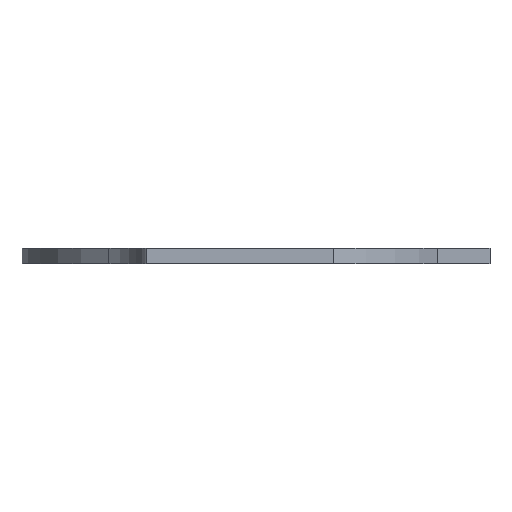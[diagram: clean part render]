
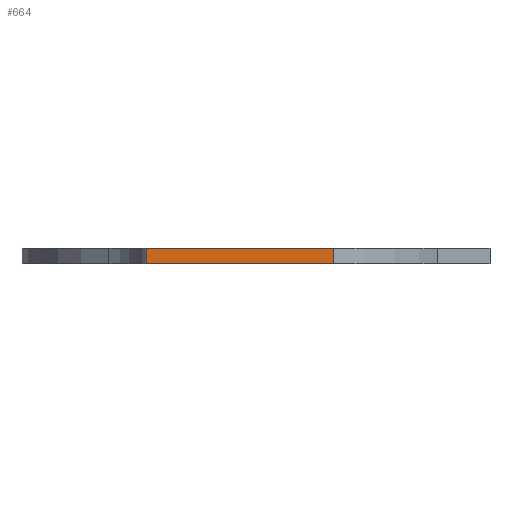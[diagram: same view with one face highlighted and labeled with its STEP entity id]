
A CAD part, left-side view. The second image highlights one B-rep face of the part: STEP entity #664.
In plain terms, the highlighted planar face has unit normal (-1, 0, 0).
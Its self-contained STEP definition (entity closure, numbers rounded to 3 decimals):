
#33 = PLANE('',#34);
#34 = AXIS2_PLACEMENT_3D('',#35,#36,#37);
#35 = CARTESIAN_POINT('',(-12.649,-6.,0.));
#36 = DIRECTION('',(0.,0.,1.));
#37 = DIRECTION('',(1.,0.,0.));
#87 = VERTEX_POINT('',#88);
#88 = CARTESIAN_POINT('',(-28.,6.,0.));
#102 = PLANE('',#103);
#103 = AXIS2_PLACEMENT_3D('',#104,#105,#106);
#104 = CARTESIAN_POINT('',(-28.,6.,0.));
#105 = DIRECTION('',(0.,1.,0.));
#106 = DIRECTION('',(1.,0.,0.));
#114 = EDGE_CURVE('',#115,#87,#117,.T.);
#115 = VERTEX_POINT('',#116);
#116 = CARTESIAN_POINT('',(-28.,-6.,0.));
#117 = SURFACE_CURVE('',#118,(#122,#129),.PCURVE_S1.);
#118 = LINE('',#119,#120);
#119 = CARTESIAN_POINT('',(-28.,-6.,0.));
#120 = VECTOR('',#121,1.);
#121 = DIRECTION('',(0.,1.,0.));
#122 = PCURVE('',#33,#123);
#123 = DEFINITIONAL_REPRESENTATION('',(#124),#128);
#124 = LINE('',#125,#126);
#125 = CARTESIAN_POINT('',(-15.351,0.));
#126 = VECTOR('',#127,1.);
#127 = DIRECTION('',(0.,1.));
#128 = ( GEOMETRIC_REPRESENTATION_CONTEXT(2) 
PARAMETRIC_REPRESENTATION_CONTEXT() REPRESENTATION_CONTEXT('2D SPACE',''
  ) );
#129 = PCURVE('',#130,#135);
#130 = PLANE('',#131);
#131 = AXIS2_PLACEMENT_3D('',#132,#133,#134);
#132 = CARTESIAN_POINT('',(-28.,-6.,0.));
#133 = DIRECTION('',(-1.,0.,0.));
#134 = DIRECTION('',(0.,1.,0.));
#135 = DEFINITIONAL_REPRESENTATION('',(#136),#140);
#136 = LINE('',#137,#138);
#137 = CARTESIAN_POINT('',(0.,0.));
#138 = VECTOR('',#139,1.);
#139 = DIRECTION('',(1.,0.));
#140 = ( GEOMETRIC_REPRESENTATION_CONTEXT(2) 
PARAMETRIC_REPRESENTATION_CONTEXT() REPRESENTATION_CONTEXT('2D SPACE',''
  ) );
#158 = PLANE('',#159);
#159 = AXIS2_PLACEMENT_3D('',#160,#161,#162);
#160 = CARTESIAN_POINT('',(-12.649,-6.,0.));
#161 = DIRECTION('',(0.,-1.,0.));
#162 = DIRECTION('',(-1.,0.,0.));
#385 = PLANE('',#386);
#386 = AXIS2_PLACEMENT_3D('',#387,#388,#389);
#387 = CARTESIAN_POINT('',(-12.649,-6.,1.));
#388 = DIRECTION('',(0.,0.,1.));
#389 = DIRECTION('',(1.,0.,0.));
#571 = EDGE_CURVE('',#87,#572,#574,.T.);
#572 = VERTEX_POINT('',#573);
#573 = CARTESIAN_POINT('',(-28.,6.,1.));
#574 = SURFACE_CURVE('',#575,(#579,#586),.PCURVE_S1.);
#575 = LINE('',#576,#577);
#576 = CARTESIAN_POINT('',(-28.,6.,0.));
#577 = VECTOR('',#578,1.);
#578 = DIRECTION('',(0.,0.,1.));
#579 = PCURVE('',#102,#580);
#580 = DEFINITIONAL_REPRESENTATION('',(#581),#585);
#581 = LINE('',#582,#583);
#582 = CARTESIAN_POINT('',(0.,0.));
#583 = VECTOR('',#584,1.);
#584 = DIRECTION('',(0.,-1.));
#585 = ( GEOMETRIC_REPRESENTATION_CONTEXT(2) 
PARAMETRIC_REPRESENTATION_CONTEXT() REPRESENTATION_CONTEXT('2D SPACE',''
  ) );
#586 = PCURVE('',#130,#587);
#587 = DEFINITIONAL_REPRESENTATION('',(#588),#592);
#588 = LINE('',#589,#590);
#589 = CARTESIAN_POINT('',(12.,0.));
#590 = VECTOR('',#591,1.);
#591 = DIRECTION('',(0.,-1.));
#592 = ( GEOMETRIC_REPRESENTATION_CONTEXT(2) 
PARAMETRIC_REPRESENTATION_CONTEXT() REPRESENTATION_CONTEXT('2D SPACE',''
  ) );
#664 = ADVANCED_FACE('',(#665),#130,.T.);
#665 = FACE_BOUND('',#666,.T.);
#666 = EDGE_LOOP('',(#667,#690,#711,#712));
#667 = ORIENTED_EDGE('',*,*,#668,.T.);
#668 = EDGE_CURVE('',#115,#669,#671,.T.);
#669 = VERTEX_POINT('',#670);
#670 = CARTESIAN_POINT('',(-28.,-6.,1.));
#671 = SURFACE_CURVE('',#672,(#676,#683),.PCURVE_S1.);
#672 = LINE('',#673,#674);
#673 = CARTESIAN_POINT('',(-28.,-6.,0.));
#674 = VECTOR('',#675,1.);
#675 = DIRECTION('',(0.,0.,1.));
#676 = PCURVE('',#130,#677);
#677 = DEFINITIONAL_REPRESENTATION('',(#678),#682);
#678 = LINE('',#679,#680);
#679 = CARTESIAN_POINT('',(0.,0.));
#680 = VECTOR('',#681,1.);
#681 = DIRECTION('',(0.,-1.));
#682 = ( GEOMETRIC_REPRESENTATION_CONTEXT(2) 
PARAMETRIC_REPRESENTATION_CONTEXT() REPRESENTATION_CONTEXT('2D SPACE',''
  ) );
#683 = PCURVE('',#158,#684);
#684 = DEFINITIONAL_REPRESENTATION('',(#685),#689);
#685 = LINE('',#686,#687);
#686 = CARTESIAN_POINT('',(15.351,0.));
#687 = VECTOR('',#688,1.);
#688 = DIRECTION('',(0.,-1.));
#689 = ( GEOMETRIC_REPRESENTATION_CONTEXT(2) 
PARAMETRIC_REPRESENTATION_CONTEXT() REPRESENTATION_CONTEXT('2D SPACE',''
  ) );
#690 = ORIENTED_EDGE('',*,*,#691,.T.);
#691 = EDGE_CURVE('',#669,#572,#692,.T.);
#692 = SURFACE_CURVE('',#693,(#697,#704),.PCURVE_S1.);
#693 = LINE('',#694,#695);
#694 = CARTESIAN_POINT('',(-28.,-6.,1.));
#695 = VECTOR('',#696,1.);
#696 = DIRECTION('',(0.,1.,0.));
#697 = PCURVE('',#130,#698);
#698 = DEFINITIONAL_REPRESENTATION('',(#699),#703);
#699 = LINE('',#700,#701);
#700 = CARTESIAN_POINT('',(0.,-1.));
#701 = VECTOR('',#702,1.);
#702 = DIRECTION('',(1.,0.));
#703 = ( GEOMETRIC_REPRESENTATION_CONTEXT(2) 
PARAMETRIC_REPRESENTATION_CONTEXT() REPRESENTATION_CONTEXT('2D SPACE',''
  ) );
#704 = PCURVE('',#385,#705);
#705 = DEFINITIONAL_REPRESENTATION('',(#706),#710);
#706 = LINE('',#707,#708);
#707 = CARTESIAN_POINT('',(-15.351,0.));
#708 = VECTOR('',#709,1.);
#709 = DIRECTION('',(0.,1.));
#710 = ( GEOMETRIC_REPRESENTATION_CONTEXT(2) 
PARAMETRIC_REPRESENTATION_CONTEXT() REPRESENTATION_CONTEXT('2D SPACE',''
  ) );
#711 = ORIENTED_EDGE('',*,*,#571,.F.);
#712 = ORIENTED_EDGE('',*,*,#114,.F.);
